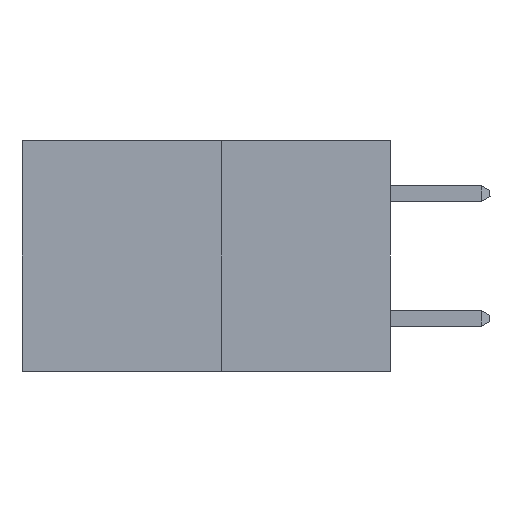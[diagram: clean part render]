
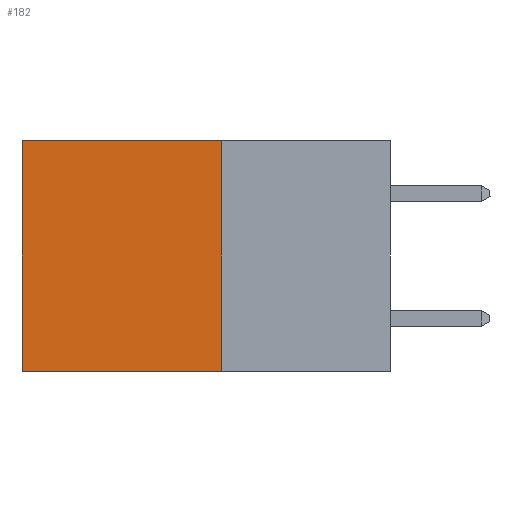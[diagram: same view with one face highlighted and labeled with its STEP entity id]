
A CAD part, left-side view. The second image highlights one B-rep face of the part: STEP entity #182.
In plain terms, the highlighted planar face has unit normal (-1, 0, 0).
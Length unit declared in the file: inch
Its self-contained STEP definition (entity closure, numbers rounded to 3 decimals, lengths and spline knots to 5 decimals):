
#182 = ADVANCED_FACE ( 'NONE', ( #7473 ), #11678, .F. ) ;
#206 = VERTEX_POINT ( 'NONE', #4856 ) ;
#614 = VECTOR ( 'NONE', #4380, 39.37008 ) ;
#1192 = ORIENTED_EDGE ( 'NONE', *, *, #11845, .T. ) ;
#1900 = EDGE_CURVE ( 'NONE', #5602, #206, #10226, .T. ) ;
#2377 = LINE ( 'NONE', #11612, #11879 ) ;
#3167 = VERTEX_POINT ( 'NONE', #3512 ) ;
#3299 = DIRECTION ( 'NONE',  ( 0., 0., -1. ) ) ;
#3366 = CARTESIAN_POINT ( 'NONE',  ( 0.277, 0.27, 0. ) ) ;
#3512 = CARTESIAN_POINT ( 'NONE',  ( 0.277, 0.59, 0. ) ) ;
#3715 = LINE ( 'NONE', #10097, #6040 ) ;
#4240 = CARTESIAN_POINT ( 'NONE',  ( 0.277, 0.27, -0.37 ) ) ;
#4380 = DIRECTION ( 'NONE',  ( 0., 1., 0. ) ) ;
#4470 = CARTESIAN_POINT ( 'NONE',  ( 0.277, 0.27, 0. ) ) ;
#4600 = ORIENTED_EDGE ( 'NONE', *, *, #10130, .T. ) ;
#4856 = CARTESIAN_POINT ( 'NONE',  ( 0.277, 0.27, -0.37 ) ) ;
#5597 = EDGE_CURVE ( 'NONE', #206, #11546, #2377, .T. ) ;
#5602 = VERTEX_POINT ( 'NONE', #4470 ) ;
#6040 = VECTOR ( 'NONE', #6438, 39.37008 ) ;
#6438 = DIRECTION ( 'NONE',  ( 0., 0., -1. ) ) ;
#7365 = ORIENTED_EDGE ( 'NONE', *, *, #1900, .F. ) ;
#7473 = FACE_OUTER_BOUND ( 'NONE', #8885, .T. ) ;
#8234 = ORIENTED_EDGE ( 'NONE', *, *, #5597, .F. ) ;
#8414 = CARTESIAN_POINT ( 'NONE',  ( 0.277, 0.27, -0.37 ) ) ;
#8559 = LINE ( 'NONE', #3366, #614 ) ;
#8885 = EDGE_LOOP ( 'NONE', ( #1192, #8234, #7365, #4600 ) ) ;
#9680 = DIRECTION ( 'NONE',  ( 1., 0., 0. ) ) ;
#9928 = VECTOR ( 'NONE', #3299, 39.37008 ) ;
#10097 = CARTESIAN_POINT ( 'NONE',  ( 0.277, 0.59, -0.37 ) ) ;
#10130 = EDGE_CURVE ( 'NONE', #5602, #3167, #8559, .T. ) ;
#10226 = LINE ( 'NONE', #4240, #9928 ) ;
#10655 = CARTESIAN_POINT ( 'NONE',  ( 0.277, 0.59, -0.37 ) ) ;
#10882 = DIRECTION ( 'NONE',  ( 0., 1., 0. ) ) ;
#11071 = AXIS2_PLACEMENT_3D ( 'NONE', #8414, #9680, #12518 ) ;
#11546 = VERTEX_POINT ( 'NONE', #10655 ) ;
#11612 = CARTESIAN_POINT ( 'NONE',  ( 0.277, 0.27, -0.37 ) ) ;
#11678 = PLANE ( 'NONE',  #11071 ) ;
#11845 = EDGE_CURVE ( 'NONE', #3167, #11546, #3715, .T. ) ;
#11879 = VECTOR ( 'NONE', #10882, 39.37008 ) ;
#12518 = DIRECTION ( 'NONE',  ( 0., 0., -1. ) ) ;
